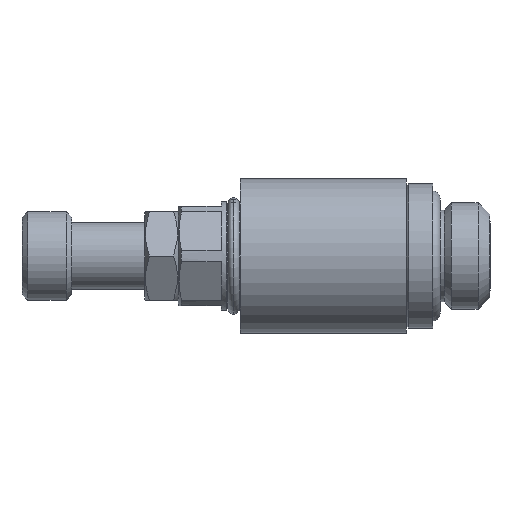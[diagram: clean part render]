
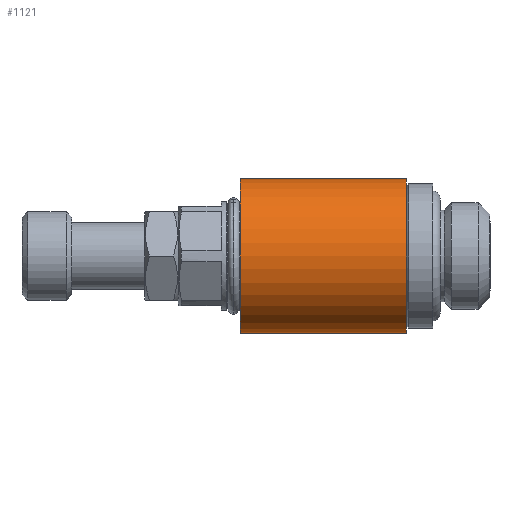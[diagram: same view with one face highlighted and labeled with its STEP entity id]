
A CAD part, left-side view. The second image highlights one B-rep face of the part: STEP entity #1121.
In plain terms, the highlighted cylindrical face has radius 7 mm (diameter 14 mm), a partial arc.
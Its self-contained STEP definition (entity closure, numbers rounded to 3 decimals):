
#13 = VERTEX_POINT ( 'NONE', #1961 ) ;
#17 = EDGE_CURVE ( 'NONE', #21, #19, #1955, .T. ) ;
#19 = VERTEX_POINT ( 'NONE', #1951 ) ;
#20 = VERTEX_POINT ( 'NONE', #1950 ) ;
#21 = VERTEX_POINT ( 'NONE', #1949 ) ;
#987 = EDGE_CURVE ( 'NONE', #20, #13, #2990, .T. ) ;
#1057 = EDGE_CURVE ( 'NONE', #19, #13, #3094, .T. ) ;
#1119 = EDGE_CURVE ( 'NONE', #20, #21, #3235, .T. ) ;
#1121 = ADVANCED_FACE ( 'NONE', ( #3230 ), #3229, .T. ) ;
#1122 = EDGE_LOOP ( 'NONE', ( #1123, #1124, #1147, #1148 ) ) ;
#1123 = ORIENTED_EDGE ( 'NONE', *, *, #17, .F. ) ;
#1124 = ORIENTED_EDGE ( 'NONE', *, *, #1119, .F. ) ;
#1147 = ORIENTED_EDGE ( 'NONE', *, *, #987, .T. ) ;
#1148 = ORIENTED_EDGE ( 'NONE', *, *, #1057, .F. ) ;
#1949 = CARTESIAN_POINT ( 'NONE',  ( 0., 7.9, -7. ) ) ;
#1950 = CARTESIAN_POINT ( 'NONE',  ( 0., 7.9, 7. ) ) ;
#1951 = CARTESIAN_POINT ( 'NONE',  ( 0., 22.9, -7. ) ) ;
#1952 = DIRECTION ( 'NONE',  ( 0., 1., 0. ) ) ;
#1953 = VECTOR ( 'NONE', #1952, 1000. ) ;
#1954 = CARTESIAN_POINT ( 'NONE',  ( 0., 30.486, -7. ) ) ;
#1955 = LINE ( 'NONE', #1954, #1953 ) ;
#1961 = CARTESIAN_POINT ( 'NONE',  ( 0., 22.9, 7. ) ) ;
#2987 = DIRECTION ( 'NONE',  ( 0., 1., 0. ) ) ;
#2988 = VECTOR ( 'NONE', #2987, 1000. ) ;
#2989 = CARTESIAN_POINT ( 'NONE',  ( 0., 30.486, 7. ) ) ;
#2990 = LINE ( 'NONE', #2989, #2988 ) ;
#3090 = DIRECTION ( 'NONE',  ( 0., 0., 1. ) ) ;
#3091 = DIRECTION ( 'NONE',  ( 0., 1., 0. ) ) ;
#3092 = CARTESIAN_POINT ( 'NONE',  ( 0., 22.9, 0. ) ) ;
#3093 = AXIS2_PLACEMENT_3D ( 'NONE', #3092, #3091, #3090 ) ;
#3094 = CIRCLE ( 'NONE', #3093, 7. ) ;
#3225 = DIRECTION ( 'NONE',  ( 0., 0., 1. ) ) ;
#3226 = DIRECTION ( 'NONE',  ( 0., 1., 0. ) ) ;
#3227 = AXIS2_PLACEMENT_3D ( 'NONE', #3228, #3226, #3225 ) ;
#3228 = CARTESIAN_POINT ( 'NONE',  ( 0., 30.486, 0. ) ) ;
#3229 = CYLINDRICAL_SURFACE ( 'NONE', #3227, 7. ) ;
#3230 = FACE_OUTER_BOUND ( 'NONE', #1122, .T. ) ;
#3231 = DIRECTION ( 'NONE',  ( 0., 0., -1. ) ) ;
#3232 = DIRECTION ( 'NONE',  ( 0., -1., 0. ) ) ;
#3233 = CARTESIAN_POINT ( 'NONE',  ( 0., 7.9, 0. ) ) ;
#3234 = AXIS2_PLACEMENT_3D ( 'NONE', #3233, #3232, #3231 ) ;
#3235 = CIRCLE ( 'NONE', #3234, 7. ) ;
